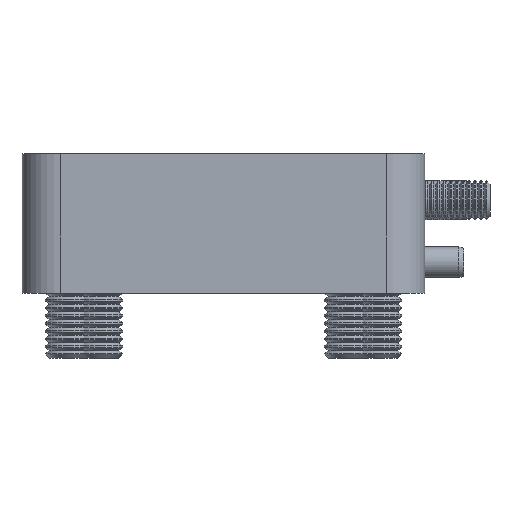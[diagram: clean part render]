
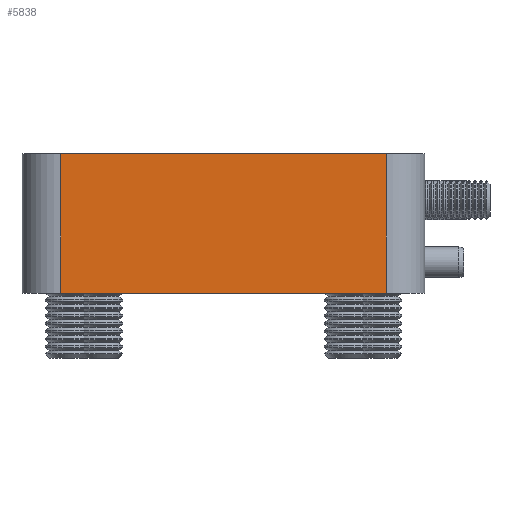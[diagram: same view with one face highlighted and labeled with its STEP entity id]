
A CAD part, front view. The second image highlights one B-rep face of the part: STEP entity #5838.
In plain terms, the highlighted planar face has unit normal (0, -1, 0).
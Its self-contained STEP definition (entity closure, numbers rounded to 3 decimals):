
#395 = VECTOR ( 'NONE', #4014, 1000. ) ;
#540 = VECTOR ( 'NONE', #876, 1000. ) ;
#614 = CARTESIAN_POINT ( 'NONE',  ( -26., -46., 18. ) ) ;
#859 = VERTEX_POINT ( 'NONE', #4854 ) ;
#876 = DIRECTION ( 'NONE',  ( 1., 0., 0. ) ) ;
#1145 = VERTEX_POINT ( 'NONE', #5655 ) ;
#1151 = PLANE ( 'NONE',  #3754 ) ;
#1758 = LINE ( 'NONE', #2299, #395 ) ;
#1962 = EDGE_CURVE ( 'NONE', #859, #2425, #4759, .T. ) ;
#2030 = LINE ( 'NONE', #3053, #2385 ) ;
#2223 = EDGE_LOOP ( 'NONE', ( #7040, #6002, #2665, #2570 ) ) ;
#2299 = CARTESIAN_POINT ( 'NONE',  ( -21., -46., 18. ) ) ;
#2385 = VECTOR ( 'NONE', #5951, 1000. ) ;
#2425 = VERTEX_POINT ( 'NONE', #5600 ) ;
#2570 = ORIENTED_EDGE ( 'NONE', *, *, #3834, .T. ) ;
#2604 = CARTESIAN_POINT ( 'NONE',  ( -26., -46., 0. ) ) ;
#2665 = ORIENTED_EDGE ( 'NONE', *, *, #1962, .T. ) ;
#2738 = EDGE_CURVE ( 'NONE', #3452, #1145, #2030, .T. ) ;
#2868 = DIRECTION ( 'NONE',  ( 0., 0., 1. ) ) ;
#2970 = VECTOR ( 'NONE', #6990, 1000. ) ;
#3011 = CARTESIAN_POINT ( 'NONE',  ( 21., -46., 18. ) ) ;
#3053 = CARTESIAN_POINT ( 'NONE',  ( -26., -46., 18. ) ) ;
#3452 = VERTEX_POINT ( 'NONE', #3708 ) ;
#3708 = CARTESIAN_POINT ( 'NONE',  ( -21., -46., 18. ) ) ;
#3754 = AXIS2_PLACEMENT_3D ( 'NONE', #614, #6199, #2868 ) ;
#3834 = EDGE_CURVE ( 'NONE', #2425, #1145, #5862, .T. ) ;
#4014 = DIRECTION ( 'NONE',  ( 0., 0., -1. ) ) ;
#4759 = LINE ( 'NONE', #2604, #540 ) ;
#4854 = CARTESIAN_POINT ( 'NONE',  ( -21., -46., 0. ) ) ;
#5053 = EDGE_CURVE ( 'NONE', #3452, #859, #1758, .T. ) ;
#5600 = CARTESIAN_POINT ( 'NONE',  ( 21., -46., 0. ) ) ;
#5653 = FACE_OUTER_BOUND ( 'NONE', #2223, .T. ) ;
#5655 = CARTESIAN_POINT ( 'NONE',  ( 21., -46., 18. ) ) ;
#5838 = ADVANCED_FACE ( 'NONE', ( #5653 ), #1151, .F. ) ;
#5862 = LINE ( 'NONE', #3011, #2970 ) ;
#5951 = DIRECTION ( 'NONE',  ( 1., 0., 0. ) ) ;
#6002 = ORIENTED_EDGE ( 'NONE', *, *, #5053, .T. ) ;
#6199 = DIRECTION ( 'NONE',  ( 0., 1., 0. ) ) ;
#6990 = DIRECTION ( 'NONE',  ( 0., 0., 1. ) ) ;
#7040 = ORIENTED_EDGE ( 'NONE', *, *, #2738, .F. ) ;
